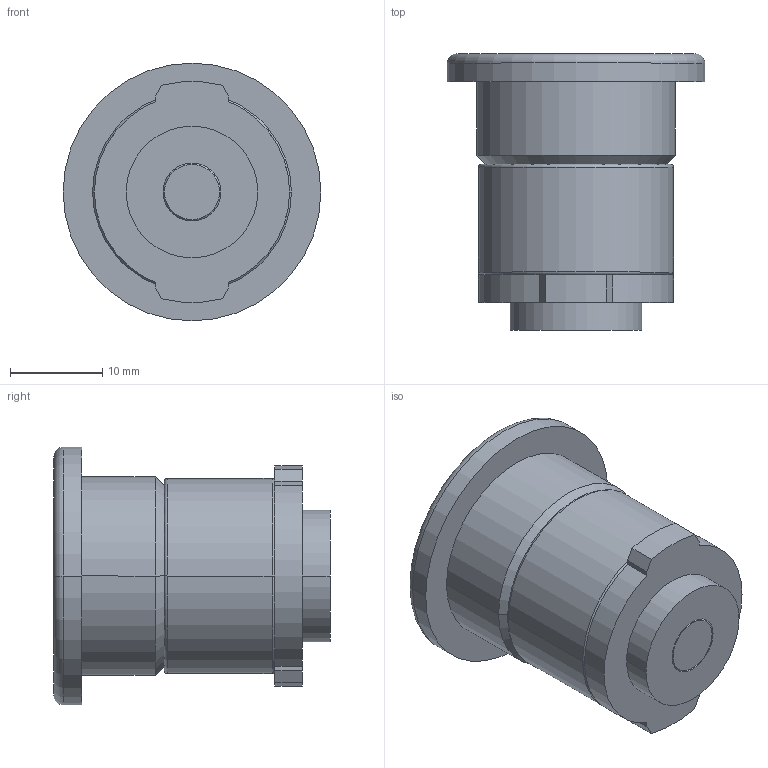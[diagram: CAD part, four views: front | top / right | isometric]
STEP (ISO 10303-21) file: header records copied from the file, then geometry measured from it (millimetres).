
FILE_DESCRIPTION(/* description */ (''),/* implementation_level */ '2;1');
FILE_NAME(/* name */ '60D-289-0.stp',/* time_stamp */ '2022-07-21T11:09:39-04:00',/* author */ ('aorselli'),/* organization */ (''),/* preprocessor_version */ 'ST-DEVELOPER v18.1',/* originating_system */ 'AutoCAD Mechanical',/* authorisation */ '');
FILE_SCHEMA (('AUTOMOTIVE_DESIGN { 1 0 10303 214 3 1 1 }'));
Length unit declared in the file: millimetre
Products named in the file (1): 60D-289-0
Bounding box: 28 x 30 x 28 mm (x, y, z)
Volume: 10749.2 mm3; surface area: 6382 mm2
Topology: 4 solids, 4 shells, 72 faces, 156 edges, 98 vertices
Faces by surface type: plane 28, cylinder 26, torus 10, cone 8
Entity records: 2009 total; most frequent: DIRECTION 382, CARTESIAN_POINT 327, ORIENTED_EDGE 312, EDGE_CURVE 156, AXIS2_PLACEMENT_3D 153, VERTEX_POINT 98, EDGE_LOOP 84, CIRCLE 80
